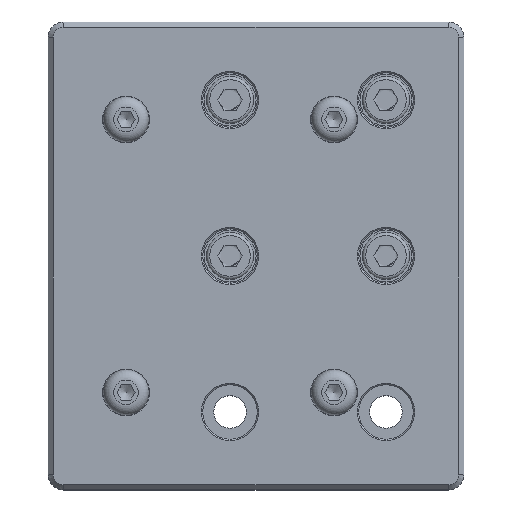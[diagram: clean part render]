
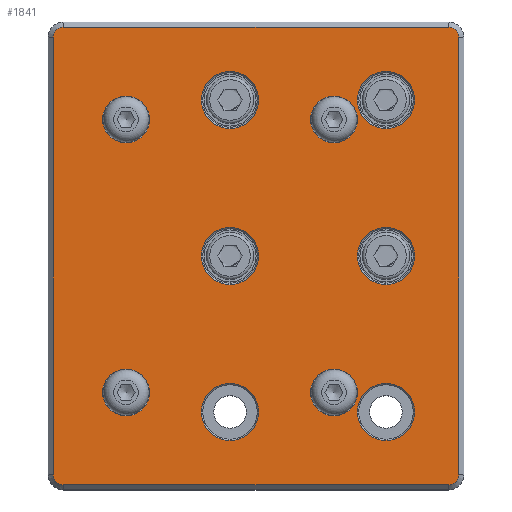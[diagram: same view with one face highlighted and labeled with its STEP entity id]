
A CAD part, top view. The second image highlights one B-rep face of the part: STEP entity #1841.
In plain terms, the highlighted planar face has unit normal (0, 0, 1).
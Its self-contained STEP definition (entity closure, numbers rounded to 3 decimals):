
#164=FACE_BOUND('',#348,.T.);
#165=FACE_BOUND('',#349,.T.);
#166=FACE_BOUND('',#350,.T.);
#167=FACE_BOUND('',#351,.T.);
#168=FACE_BOUND('',#352,.T.);
#169=FACE_BOUND('',#353,.T.);
#170=FACE_BOUND('',#354,.T.);
#171=FACE_BOUND('',#355,.T.);
#172=FACE_BOUND('',#356,.T.);
#173=FACE_BOUND('',#357,.T.);
#198=PLANE('',#2049);
#241=FACE_OUTER_BOUND('',#347,.T.);
#347=EDGE_LOOP('',(#1289,#1290,#1291,#1292,#1293,#1294,#1295,#1296));
#348=EDGE_LOOP('',(#1297));
#349=EDGE_LOOP('',(#1298));
#350=EDGE_LOOP('',(#1299));
#351=EDGE_LOOP('',(#1300));
#352=EDGE_LOOP('',(#1301));
#353=EDGE_LOOP('',(#1302));
#354=EDGE_LOOP('',(#1303));
#355=EDGE_LOOP('',(#1304));
#356=EDGE_LOOP('',(#1305));
#357=EDGE_LOOP('',(#1306));
#487=LINE('',#2966,#599);
#488=LINE('',#2970,#600);
#489=LINE('',#2974,#601);
#490=LINE('',#2978,#602);
#599=VECTOR('',#2324,10.);
#600=VECTOR('',#2327,10.);
#601=VECTOR('',#2330,10.);
#602=VECTOR('',#2333,10.);
#710=CIRCLE('',#2046,4.688);
#713=CIRCLE('',#2050,4.);
#714=CIRCLE('',#2051,4.);
#715=CIRCLE('',#2052,4.);
#716=CIRCLE('',#2053,4.);
#717=CIRCLE('',#2054,4.688);
#718=CIRCLE('',#2055,4.688);
#719=CIRCLE('',#2056,11.);
#720=CIRCLE('',#2057,11.);
#721=CIRCLE('',#2058,11.);
#722=CIRCLE('',#2059,11.);
#723=CIRCLE('',#2060,11.);
#724=CIRCLE('',#2061,11.);
#725=CIRCLE('',#2062,4.688);
#846=VERTEX_POINT('',#2956);
#849=VERTEX_POINT('',#2964);
#850=VERTEX_POINT('',#2965);
#851=VERTEX_POINT('',#2967);
#852=VERTEX_POINT('',#2969);
#853=VERTEX_POINT('',#2971);
#854=VERTEX_POINT('',#2973);
#855=VERTEX_POINT('',#2975);
#856=VERTEX_POINT('',#2977);
#857=VERTEX_POINT('',#2980);
#858=VERTEX_POINT('',#2982);
#859=VERTEX_POINT('',#2984);
#860=VERTEX_POINT('',#2986);
#861=VERTEX_POINT('',#2988);
#862=VERTEX_POINT('',#2990);
#863=VERTEX_POINT('',#2992);
#864=VERTEX_POINT('',#2994);
#865=VERTEX_POINT('',#2996);
#1022=EDGE_CURVE('',#846,#846,#710,.T.);
#1026=EDGE_CURVE('',#849,#850,#487,.T.);
#1027=EDGE_CURVE('',#851,#849,#713,.T.);
#1028=EDGE_CURVE('',#852,#851,#488,.T.);
#1029=EDGE_CURVE('',#853,#852,#714,.T.);
#1030=EDGE_CURVE('',#854,#853,#489,.T.);
#1031=EDGE_CURVE('',#855,#854,#715,.T.);
#1032=EDGE_CURVE('',#856,#855,#490,.T.);
#1033=EDGE_CURVE('',#850,#856,#716,.T.);
#1034=EDGE_CURVE('',#857,#857,#717,.T.);
#1035=EDGE_CURVE('',#858,#858,#718,.T.);
#1036=EDGE_CURVE('',#859,#859,#719,.T.);
#1037=EDGE_CURVE('',#860,#860,#720,.T.);
#1038=EDGE_CURVE('',#861,#861,#721,.T.);
#1039=EDGE_CURVE('',#862,#862,#722,.T.);
#1040=EDGE_CURVE('',#863,#863,#723,.T.);
#1041=EDGE_CURVE('',#864,#864,#724,.T.);
#1042=EDGE_CURVE('',#865,#865,#725,.T.);
#1289=ORIENTED_EDGE('',*,*,#1026,.F.);
#1290=ORIENTED_EDGE('',*,*,#1027,.F.);
#1291=ORIENTED_EDGE('',*,*,#1028,.F.);
#1292=ORIENTED_EDGE('',*,*,#1029,.F.);
#1293=ORIENTED_EDGE('',*,*,#1030,.F.);
#1294=ORIENTED_EDGE('',*,*,#1031,.F.);
#1295=ORIENTED_EDGE('',*,*,#1032,.F.);
#1296=ORIENTED_EDGE('',*,*,#1033,.F.);
#1297=ORIENTED_EDGE('',*,*,#1034,.F.);
#1298=ORIENTED_EDGE('',*,*,#1035,.F.);
#1299=ORIENTED_EDGE('',*,*,#1036,.F.);
#1300=ORIENTED_EDGE('',*,*,#1037,.F.);
#1301=ORIENTED_EDGE('',*,*,#1038,.F.);
#1302=ORIENTED_EDGE('',*,*,#1039,.F.);
#1303=ORIENTED_EDGE('',*,*,#1040,.F.);
#1304=ORIENTED_EDGE('',*,*,#1041,.F.);
#1305=ORIENTED_EDGE('',*,*,#1042,.F.);
#1306=ORIENTED_EDGE('',*,*,#1022,.F.);
#1841=ADVANCED_FACE('',(#241,#164,#165,#166,#167,#168,#169,#170,#171,#172,
#173),#198,.T.);
#2046=AXIS2_PLACEMENT_3D('',#2957,#2315,#2316);
#2049=AXIS2_PLACEMENT_3D('',#2963,#2322,#2323);
#2050=AXIS2_PLACEMENT_3D('',#2968,#2325,#2326);
#2051=AXIS2_PLACEMENT_3D('',#2972,#2328,#2329);
#2052=AXIS2_PLACEMENT_3D('',#2976,#2331,#2332);
#2053=AXIS2_PLACEMENT_3D('',#2979,#2334,#2335);
#2054=AXIS2_PLACEMENT_3D('',#2981,#2336,#2337);
#2055=AXIS2_PLACEMENT_3D('',#2983,#2338,#2339);
#2056=AXIS2_PLACEMENT_3D('',#2985,#2340,#2341);
#2057=AXIS2_PLACEMENT_3D('',#2987,#2342,#2343);
#2058=AXIS2_PLACEMENT_3D('',#2989,#2344,#2345);
#2059=AXIS2_PLACEMENT_3D('',#2991,#2346,#2347);
#2060=AXIS2_PLACEMENT_3D('',#2993,#2348,#2349);
#2061=AXIS2_PLACEMENT_3D('',#2995,#2350,#2351);
#2062=AXIS2_PLACEMENT_3D('',#2997,#2352,#2353);
#2315=DIRECTION('center_axis',(0.,0.,1.));
#2316=DIRECTION('ref_axis',(-1.,0.,0.));
#2322=DIRECTION('center_axis',(0.,0.,1.));
#2323=DIRECTION('ref_axis',(1.,0.,0.));
#2324=DIRECTION('',(1.,0.,0.));
#2325=DIRECTION('center_axis',(0.,0.,-1.));
#2326=DIRECTION('ref_axis',(-0.707,0.707,0.));
#2327=DIRECTION('',(0.,1.,0.));
#2328=DIRECTION('center_axis',(0.,0.,-1.));
#2329=DIRECTION('ref_axis',(-0.707,-0.707,0.));
#2330=DIRECTION('',(-1.,0.,0.));
#2331=DIRECTION('center_axis',(0.,0.,-1.));
#2332=DIRECTION('ref_axis',(0.707,-0.707,0.));
#2333=DIRECTION('',(0.,-1.,0.));
#2334=DIRECTION('center_axis',(0.,0.,-1.));
#2335=DIRECTION('ref_axis',(0.707,0.707,0.));
#2336=DIRECTION('center_axis',(0.,0.,1.));
#2337=DIRECTION('ref_axis',(-1.,0.,0.));
#2338=DIRECTION('center_axis',(0.,0.,1.));
#2339=DIRECTION('ref_axis',(-1.,0.,0.));
#2340=DIRECTION('center_axis',(0.,0.,1.));
#2341=DIRECTION('ref_axis',(-1.,0.,0.));
#2342=DIRECTION('center_axis',(0.,0.,1.));
#2343=DIRECTION('ref_axis',(-1.,0.,0.));
#2344=DIRECTION('center_axis',(0.,0.,1.));
#2345=DIRECTION('ref_axis',(-1.,0.,0.));
#2346=DIRECTION('center_axis',(0.,0.,1.));
#2347=DIRECTION('ref_axis',(-1.,0.,0.));
#2348=DIRECTION('center_axis',(0.,0.,1.));
#2349=DIRECTION('ref_axis',(-1.,0.,0.));
#2350=DIRECTION('center_axis',(0.,0.,1.));
#2351=DIRECTION('ref_axis',(-1.,0.,0.));
#2352=DIRECTION('center_axis',(0.,0.,1.));
#2353=DIRECTION('ref_axis',(-1.,0.,0.));
#2956=CARTESIAN_POINT('',(-45.312,-52.5,15.));
#2957=CARTESIAN_POINT('Origin',(-50.,-52.5,15.));
#2963=CARTESIAN_POINT('Origin',(0.,0.,15.));
#2964=CARTESIAN_POINT('',(-74.,88.,15.));
#2965=CARTESIAN_POINT('',(74.,88.,15.));
#2966=CARTESIAN_POINT('',(40.,88.,15.));
#2967=CARTESIAN_POINT('',(-78.,84.,15.));
#2968=CARTESIAN_POINT('Origin',(-74.,84.,15.));
#2969=CARTESIAN_POINT('',(-78.,-84.,15.));
#2970=CARTESIAN_POINT('',(-78.,45.,15.));
#2971=CARTESIAN_POINT('',(-74.,-88.,15.));
#2972=CARTESIAN_POINT('Origin',(-74.,-84.,15.));
#2973=CARTESIAN_POINT('',(74.,-88.,15.));
#2974=CARTESIAN_POINT('',(-40.,-88.,15.));
#2975=CARTESIAN_POINT('',(78.,-84.,15.));
#2976=CARTESIAN_POINT('Origin',(74.,-84.,15.));
#2977=CARTESIAN_POINT('',(78.,84.,15.));
#2978=CARTESIAN_POINT('',(78.,-45.,15.));
#2979=CARTESIAN_POINT('Origin',(74.,84.,15.));
#2980=CARTESIAN_POINT('',(34.688,-52.5,15.));
#2981=CARTESIAN_POINT('Origin',(30.,-52.5,15.));
#2982=CARTESIAN_POINT('',(-45.312,52.5,15.));
#2983=CARTESIAN_POINT('Origin',(-50.,52.5,15.));
#2984=CARTESIAN_POINT('',(61.,-60.,15.));
#2985=CARTESIAN_POINT('Origin',(50.,-60.,15.));
#2986=CARTESIAN_POINT('',(1.,0.,15.));
#2987=CARTESIAN_POINT('Origin',(-10.,0.,15.));
#2988=CARTESIAN_POINT('',(1.,60.,15.));
#2989=CARTESIAN_POINT('Origin',(-10.,60.,15.));
#2990=CARTESIAN_POINT('',(61.,60.,15.));
#2991=CARTESIAN_POINT('Origin',(50.,60.,15.));
#2992=CARTESIAN_POINT('',(61.,0.,15.));
#2993=CARTESIAN_POINT('Origin',(50.,0.,15.));
#2994=CARTESIAN_POINT('',(1.,-60.,15.));
#2995=CARTESIAN_POINT('Origin',(-10.,-60.,15.));
#2996=CARTESIAN_POINT('',(34.688,52.5,15.));
#2997=CARTESIAN_POINT('Origin',(30.,52.5,15.));
